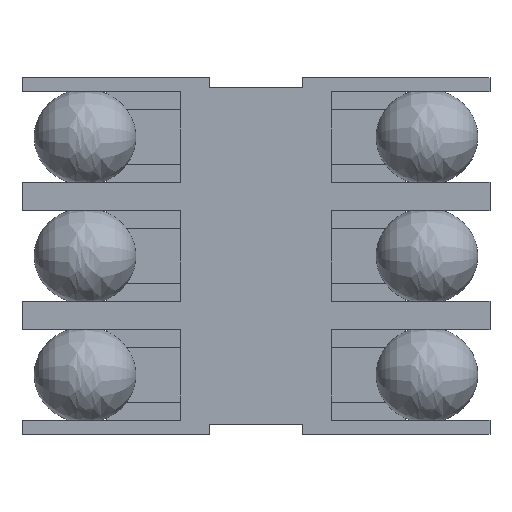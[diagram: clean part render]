
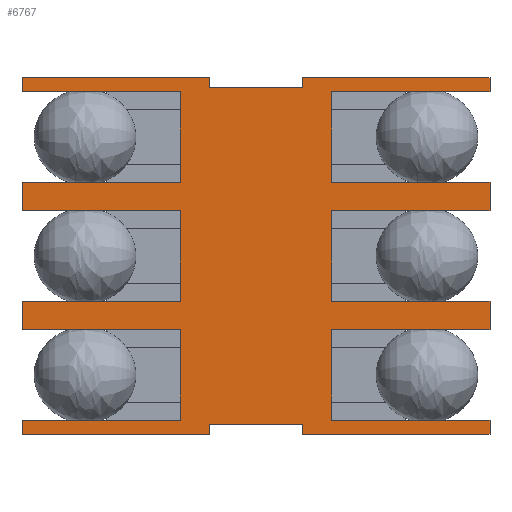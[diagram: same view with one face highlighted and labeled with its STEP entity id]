
A CAD part, top view. The second image highlights one B-rep face of the part: STEP entity #6767.
In plain terms, the highlighted planar face has unit normal (0, 0, 1).
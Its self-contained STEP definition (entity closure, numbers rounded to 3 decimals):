
#4434 = VERTEX_POINT('',#4435);
#4435 = CARTESIAN_POINT('',(-5.,3.51,1.25));
#4441 = EDGE_CURVE('',#4434,#4442,#4444,.T.);
#4442 = VERTEX_POINT('',#4443);
#4443 = CARTESIAN_POINT('',(-5.,3.81,1.25));
#4444 = LINE('',#4445,#4446);
#4445 = CARTESIAN_POINT('',(-5.,-3.81,1.25));
#4446 = VECTOR('',#4447,1.);
#4447 = DIRECTION('',(0.,1.,0.));
#4769 = VERTEX_POINT('',#4770);
#4770 = CARTESIAN_POINT('',(-1.62,3.51,1.25));
#4776 = EDGE_CURVE('',#4769,#4434,#4777,.T.);
#4777 = LINE('',#4778,#4779);
#4778 = CARTESIAN_POINT('',(-3.2,3.51,1.25));
#4779 = VECTOR('',#4780,1.);
#4780 = DIRECTION('',(-1.,-0.,-0.));
#4792 = EDGE_CURVE('',#4442,#4793,#4795,.T.);
#4793 = VERTEX_POINT('',#4794);
#4794 = CARTESIAN_POINT('',(-1.,3.81,1.25));
#4795 = LINE('',#4796,#4797);
#4796 = CARTESIAN_POINT('',(-5.,3.81,1.25));
#4797 = VECTOR('',#4798,1.);
#4798 = DIRECTION('',(1.,0.,0.));
#4815 = VERTEX_POINT('',#4816);
#4816 = CARTESIAN_POINT('',(-1.,3.61,1.25));
#4824 = VERTEX_POINT('',#4825);
#4825 = CARTESIAN_POINT('',(1.,3.61,1.25));
#4831 = EDGE_CURVE('',#4815,#4824,#4832,.T.);
#4832 = LINE('',#4833,#4834);
#4833 = CARTESIAN_POINT('',(-1.,3.61,1.25));
#4834 = VECTOR('',#4835,1.);
#4835 = DIRECTION('',(1.,0.,0.));
#4848 = VERTEX_POINT('',#4849);
#4849 = CARTESIAN_POINT('',(1.,3.81,1.25));
#4855 = EDGE_CURVE('',#4824,#4848,#4856,.T.);
#4856 = LINE('',#4857,#4858);
#4857 = CARTESIAN_POINT('',(1.,0.,1.25));
#4858 = VECTOR('',#4859,1.);
#4859 = DIRECTION('',(0.,1.,0.));
#4871 = EDGE_CURVE('',#4848,#4872,#4874,.T.);
#4872 = VERTEX_POINT('',#4873);
#4873 = CARTESIAN_POINT('',(5.,3.81,1.25));
#4874 = LINE('',#4875,#4876);
#4875 = CARTESIAN_POINT('',(-5.,3.81,1.25));
#4876 = VECTOR('',#4877,1.);
#4877 = DIRECTION('',(1.,0.,0.));
#4895 = EDGE_CURVE('',#4872,#4896,#4898,.T.);
#4896 = VERTEX_POINT('',#4897);
#4897 = CARTESIAN_POINT('',(5.,3.51,1.25));
#4898 = LINE('',#4899,#4900);
#4899 = CARTESIAN_POINT('',(5.,3.81,1.25));
#4900 = VECTOR('',#4901,1.);
#4901 = DIRECTION('',(0.,-1.,0.));
#4918 = EDGE_CURVE('',#4919,#4896,#4921,.T.);
#4919 = VERTEX_POINT('',#4920);
#4920 = CARTESIAN_POINT('',(1.62,3.51,1.25));
#4921 = LINE('',#4922,#4923);
#4922 = CARTESIAN_POINT('',(1.62,3.51,1.25));
#4923 = VECTOR('',#4924,1.);
#4924 = DIRECTION('',(1.,0.,0.));
#4991 = VERTEX_POINT('',#4992);
#4992 = CARTESIAN_POINT('',(1.62,1.57,1.25));
#4998 = EDGE_CURVE('',#4999,#4991,#5001,.T.);
#4999 = VERTEX_POINT('',#5000);
#5000 = CARTESIAN_POINT('',(5.,1.57,1.25));
#5001 = LINE('',#5002,#5003);
#5002 = CARTESIAN_POINT('',(5.,1.57,1.25));
#5003 = VECTOR('',#5004,1.);
#5004 = DIRECTION('',(-1.,0.,0.));
#5023 = EDGE_CURVE('',#4999,#5024,#5026,.T.);
#5024 = VERTEX_POINT('',#5025);
#5025 = CARTESIAN_POINT('',(5.,0.97,1.25));
#5026 = LINE('',#5027,#5028);
#5027 = CARTESIAN_POINT('',(5.,3.81,1.25));
#5028 = VECTOR('',#5029,1.);
#5029 = DIRECTION('',(0.,-1.,0.));
#5046 = EDGE_CURVE('',#5047,#5024,#5049,.T.);
#5047 = VERTEX_POINT('',#5048);
#5048 = CARTESIAN_POINT('',(1.62,0.97,1.25));
#5049 = LINE('',#5050,#5051);
#5050 = CARTESIAN_POINT('',(1.62,0.97,1.25));
#5051 = VECTOR('',#5052,1.);
#5052 = DIRECTION('',(1.,0.,0.));
#5119 = VERTEX_POINT('',#5120);
#5120 = CARTESIAN_POINT('',(1.62,-0.97,1.25));
#5126 = EDGE_CURVE('',#5127,#5119,#5129,.T.);
#5127 = VERTEX_POINT('',#5128);
#5128 = CARTESIAN_POINT('',(5.,-0.97,1.25));
#5129 = LINE('',#5130,#5131);
#5130 = CARTESIAN_POINT('',(5.,-0.97,1.25));
#5131 = VECTOR('',#5132,1.);
#5132 = DIRECTION('',(-1.,0.,0.));
#5151 = EDGE_CURVE('',#5127,#5152,#5154,.T.);
#5152 = VERTEX_POINT('',#5153);
#5153 = CARTESIAN_POINT('',(5.,-1.57,1.25));
#5154 = LINE('',#5155,#5156);
#5155 = CARTESIAN_POINT('',(5.,3.81,1.25));
#5156 = VECTOR('',#5157,1.);
#5157 = DIRECTION('',(0.,-1.,0.));
#5174 = EDGE_CURVE('',#5175,#5152,#5177,.T.);
#5175 = VERTEX_POINT('',#5176);
#5176 = CARTESIAN_POINT('',(1.62,-1.57,1.25));
#5177 = LINE('',#5178,#5179);
#5178 = CARTESIAN_POINT('',(1.62,-1.57,1.25));
#5179 = VECTOR('',#5180,1.);
#5180 = DIRECTION('',(1.,0.,0.));
#5247 = VERTEX_POINT('',#5248);
#5248 = CARTESIAN_POINT('',(1.62,-3.51,1.25));
#5254 = EDGE_CURVE('',#5255,#5247,#5257,.T.);
#5255 = VERTEX_POINT('',#5256);
#5256 = CARTESIAN_POINT('',(5.,-3.51,1.25));
#5257 = LINE('',#5258,#5259);
#5258 = CARTESIAN_POINT('',(5.,-3.51,1.25));
#5259 = VECTOR('',#5260,1.);
#5260 = DIRECTION('',(-1.,0.,0.));
#5279 = EDGE_CURVE('',#5255,#5280,#5282,.T.);
#5280 = VERTEX_POINT('',#5281);
#5281 = CARTESIAN_POINT('',(5.,-3.81,1.25));
#5282 = LINE('',#5283,#5284);
#5283 = CARTESIAN_POINT('',(5.,3.81,1.25));
#5284 = VECTOR('',#5285,1.);
#5285 = DIRECTION('',(0.,-1.,0.));
#5303 = EDGE_CURVE('',#5280,#5304,#5306,.T.);
#5304 = VERTEX_POINT('',#5305);
#5305 = CARTESIAN_POINT('',(1.,-3.81,1.25));
#5306 = LINE('',#5307,#5308);
#5307 = CARTESIAN_POINT('',(5.,-3.81,1.25));
#5308 = VECTOR('',#5309,1.);
#5309 = DIRECTION('',(-1.,0.,0.));
#5326 = VERTEX_POINT('',#5327);
#5327 = CARTESIAN_POINT('',(1.,-3.61,1.25));
#5335 = EDGE_CURVE('',#5326,#5304,#5336,.T.);
#5336 = LINE('',#5337,#5338);
#5337 = CARTESIAN_POINT('',(1.,-3.61,1.25));
#5338 = VECTOR('',#5339,1.);
#5339 = DIRECTION('',(0.,-1.,0.));
#5350 = VERTEX_POINT('',#5351);
#5351 = CARTESIAN_POINT('',(-1.,-3.61,1.25));
#5359 = EDGE_CURVE('',#5350,#5326,#5360,.T.);
#5360 = LINE('',#5361,#5362);
#5361 = CARTESIAN_POINT('',(-1.,-3.61,1.25));
#5362 = VECTOR('',#5363,1.);
#5363 = DIRECTION('',(1.,0.,0.));
#5374 = VERTEX_POINT('',#5375);
#5375 = CARTESIAN_POINT('',(-1.,-3.81,1.25));
#5383 = EDGE_CURVE('',#5374,#5350,#5384,.T.);
#5384 = LINE('',#5385,#5386);
#5385 = CARTESIAN_POINT('',(-1.,-3.81,1.25));
#5386 = VECTOR('',#5387,1.);
#5387 = DIRECTION('',(0.,1.,0.));
#5399 = EDGE_CURVE('',#5374,#5400,#5402,.T.);
#5400 = VERTEX_POINT('',#5401);
#5401 = CARTESIAN_POINT('',(-5.,-3.81,1.25));
#5402 = LINE('',#5403,#5404);
#5403 = CARTESIAN_POINT('',(5.,-3.81,1.25));
#5404 = VECTOR('',#5405,1.);
#5405 = DIRECTION('',(-1.,0.,0.));
#5423 = EDGE_CURVE('',#5400,#5424,#5426,.T.);
#5424 = VERTEX_POINT('',#5425);
#5425 = CARTESIAN_POINT('',(-5.,-3.51,1.25));
#5426 = LINE('',#5427,#5428);
#5427 = CARTESIAN_POINT('',(-5.,-3.81,1.25));
#5428 = VECTOR('',#5429,1.);
#5429 = DIRECTION('',(0.,1.,0.));
#5455 = EDGE_CURVE('',#5424,#5456,#5458,.T.);
#5456 = VERTEX_POINT('',#5457);
#5457 = CARTESIAN_POINT('',(-1.62,-3.51,1.25));
#5458 = LINE('',#5459,#5460);
#5459 = CARTESIAN_POINT('',(-5.,-3.51,1.25));
#5460 = VECTOR('',#5461,1.);
#5461 = DIRECTION('',(1.,0.,0.));
#5510 = VERTEX_POINT('',#5511);
#5511 = CARTESIAN_POINT('',(-5.,-1.57,1.25));
#5528 = VERTEX_POINT('',#5529);
#5529 = CARTESIAN_POINT('',(-1.62,-1.57,1.25));
#5535 = EDGE_CURVE('',#5528,#5510,#5536,.T.);
#5536 = LINE('',#5537,#5538);
#5537 = CARTESIAN_POINT('',(-3.2,-1.57,1.25));
#5538 = VECTOR('',#5539,1.);
#5539 = DIRECTION('',(-1.,-0.,-0.));
#5551 = EDGE_CURVE('',#5510,#5552,#5554,.T.);
#5552 = VERTEX_POINT('',#5553);
#5553 = CARTESIAN_POINT('',(-5.,-0.97,1.25));
#5554 = LINE('',#5555,#5556);
#5555 = CARTESIAN_POINT('',(-5.,-3.81,1.25));
#5556 = VECTOR('',#5557,1.);
#5557 = DIRECTION('',(0.,1.,0.));
#5583 = EDGE_CURVE('',#5552,#5584,#5586,.T.);
#5584 = VERTEX_POINT('',#5585);
#5585 = CARTESIAN_POINT('',(-1.62,-0.97,1.25));
#5586 = LINE('',#5587,#5588);
#5587 = CARTESIAN_POINT('',(-5.,-0.97,1.25));
#5588 = VECTOR('',#5589,1.);
#5589 = DIRECTION('',(1.,0.,0.));
#5638 = VERTEX_POINT('',#5639);
#5639 = CARTESIAN_POINT('',(-5.,0.97,1.25));
#5656 = VERTEX_POINT('',#5657);
#5657 = CARTESIAN_POINT('',(-1.62,0.97,1.25));
#5663 = EDGE_CURVE('',#5656,#5638,#5664,.T.);
#5664 = LINE('',#5665,#5666);
#5665 = CARTESIAN_POINT('',(-3.2,0.97,1.25));
#5666 = VECTOR('',#5667,1.);
#5667 = DIRECTION('',(-1.,-0.,-0.));
#5679 = EDGE_CURVE('',#5638,#5680,#5682,.T.);
#5680 = VERTEX_POINT('',#5681);
#5681 = CARTESIAN_POINT('',(-5.,1.57,1.25));
#5682 = LINE('',#5683,#5684);
#5683 = CARTESIAN_POINT('',(-5.,-3.81,1.25));
#5684 = VECTOR('',#5685,1.);
#5685 = DIRECTION('',(0.,1.,0.));
#5711 = EDGE_CURVE('',#5680,#5712,#5714,.T.);
#5712 = VERTEX_POINT('',#5713);
#5713 = CARTESIAN_POINT('',(-1.62,1.57,1.25));
#5714 = LINE('',#5715,#5716);
#5715 = CARTESIAN_POINT('',(-5.,1.57,1.25));
#5716 = VECTOR('',#5717,1.);
#5717 = DIRECTION('',(1.,0.,0.));
#5761 = EDGE_CURVE('',#4793,#4815,#5762,.T.);
#5762 = LINE('',#5763,#5764);
#5763 = CARTESIAN_POINT('',(-1.,3.81,1.25));
#5764 = VECTOR('',#5765,1.);
#5765 = DIRECTION('',(-0.,-1.,-0.));
#5824 = EDGE_CURVE('',#5712,#4769,#5825,.T.);
#5825 = LINE('',#5826,#5827);
#5826 = CARTESIAN_POINT('',(-1.62,1.57,1.25));
#5827 = VECTOR('',#5828,1.);
#5828 = DIRECTION('',(0.,1.,0.));
#5864 = EDGE_CURVE('',#4991,#4919,#5865,.T.);
#5865 = LINE('',#5866,#5867);
#5866 = CARTESIAN_POINT('',(1.62,1.57,1.25));
#5867 = VECTOR('',#5868,1.);
#5868 = DIRECTION('',(0.,1.,0.));
#5918 = EDGE_CURVE('',#5119,#5047,#5919,.T.);
#5919 = LINE('',#5920,#5921);
#5920 = CARTESIAN_POINT('',(1.62,-0.97,1.25));
#5921 = VECTOR('',#5922,1.);
#5922 = DIRECTION('',(0.,1.,0.));
#5972 = EDGE_CURVE('',#5247,#5175,#5973,.T.);
#5973 = LINE('',#5974,#5975);
#5974 = CARTESIAN_POINT('',(1.62,-3.51,1.25));
#5975 = VECTOR('',#5976,1.);
#5976 = DIRECTION('',(0.,1.,0.));
#6026 = EDGE_CURVE('',#5456,#5528,#6027,.T.);
#6027 = LINE('',#6028,#6029);
#6028 = CARTESIAN_POINT('',(-1.62,-3.51,1.25));
#6029 = VECTOR('',#6030,1.);
#6030 = DIRECTION('',(0.,1.,0.));
#6080 = EDGE_CURVE('',#5584,#5656,#6081,.T.);
#6081 = LINE('',#6082,#6083);
#6082 = CARTESIAN_POINT('',(-1.62,-0.97,1.25));
#6083 = VECTOR('',#6084,1.);
#6084 = DIRECTION('',(0.,1.,0.));
#6767 = ADVANCED_FACE('',(#6768),#6806,.T.);
#6768 = FACE_BOUND('',#6769,.T.);
#6769 = EDGE_LOOP('',(#6770,#6771,#6772,#6773,#6774,#6775,#6776,#6777,
    #6778,#6779,#6780,#6781,#6782,#6783,#6784,#6785,#6786,#6787,#6788,
    #6789,#6790,#6791,#6792,#6793,#6794,#6795,#6796,#6797,#6798,#6799,
    #6800,#6801,#6802,#6803,#6804,#6805));
#6770 = ORIENTED_EDGE('',*,*,#4792,.F.);
#6771 = ORIENTED_EDGE('',*,*,#4441,.F.);
#6772 = ORIENTED_EDGE('',*,*,#4776,.F.);
#6773 = ORIENTED_EDGE('',*,*,#5824,.F.);
#6774 = ORIENTED_EDGE('',*,*,#5711,.F.);
#6775 = ORIENTED_EDGE('',*,*,#5679,.F.);
#6776 = ORIENTED_EDGE('',*,*,#5663,.F.);
#6777 = ORIENTED_EDGE('',*,*,#6080,.F.);
#6778 = ORIENTED_EDGE('',*,*,#5583,.F.);
#6779 = ORIENTED_EDGE('',*,*,#5551,.F.);
#6780 = ORIENTED_EDGE('',*,*,#5535,.F.);
#6781 = ORIENTED_EDGE('',*,*,#6026,.F.);
#6782 = ORIENTED_EDGE('',*,*,#5455,.F.);
#6783 = ORIENTED_EDGE('',*,*,#5423,.F.);
#6784 = ORIENTED_EDGE('',*,*,#5399,.F.);
#6785 = ORIENTED_EDGE('',*,*,#5383,.T.);
#6786 = ORIENTED_EDGE('',*,*,#5359,.T.);
#6787 = ORIENTED_EDGE('',*,*,#5335,.T.);
#6788 = ORIENTED_EDGE('',*,*,#5303,.F.);
#6789 = ORIENTED_EDGE('',*,*,#5279,.F.);
#6790 = ORIENTED_EDGE('',*,*,#5254,.T.);
#6791 = ORIENTED_EDGE('',*,*,#5972,.T.);
#6792 = ORIENTED_EDGE('',*,*,#5174,.T.);
#6793 = ORIENTED_EDGE('',*,*,#5151,.F.);
#6794 = ORIENTED_EDGE('',*,*,#5126,.T.);
#6795 = ORIENTED_EDGE('',*,*,#5918,.T.);
#6796 = ORIENTED_EDGE('',*,*,#5046,.T.);
#6797 = ORIENTED_EDGE('',*,*,#5023,.F.);
#6798 = ORIENTED_EDGE('',*,*,#4998,.T.);
#6799 = ORIENTED_EDGE('',*,*,#5864,.T.);
#6800 = ORIENTED_EDGE('',*,*,#4918,.T.);
#6801 = ORIENTED_EDGE('',*,*,#4895,.F.);
#6802 = ORIENTED_EDGE('',*,*,#4871,.F.);
#6803 = ORIENTED_EDGE('',*,*,#4855,.F.);
#6804 = ORIENTED_EDGE('',*,*,#4831,.F.);
#6805 = ORIENTED_EDGE('',*,*,#5761,.F.);
#6806 = PLANE('',#6807);
#6807 = AXIS2_PLACEMENT_3D('',#6808,#6809,#6810);
#6808 = CARTESIAN_POINT('',(-5.,3.81,1.25));
#6809 = DIRECTION('',(-0.,0.,1.));
#6810 = DIRECTION('',(1.,0.,0.));
